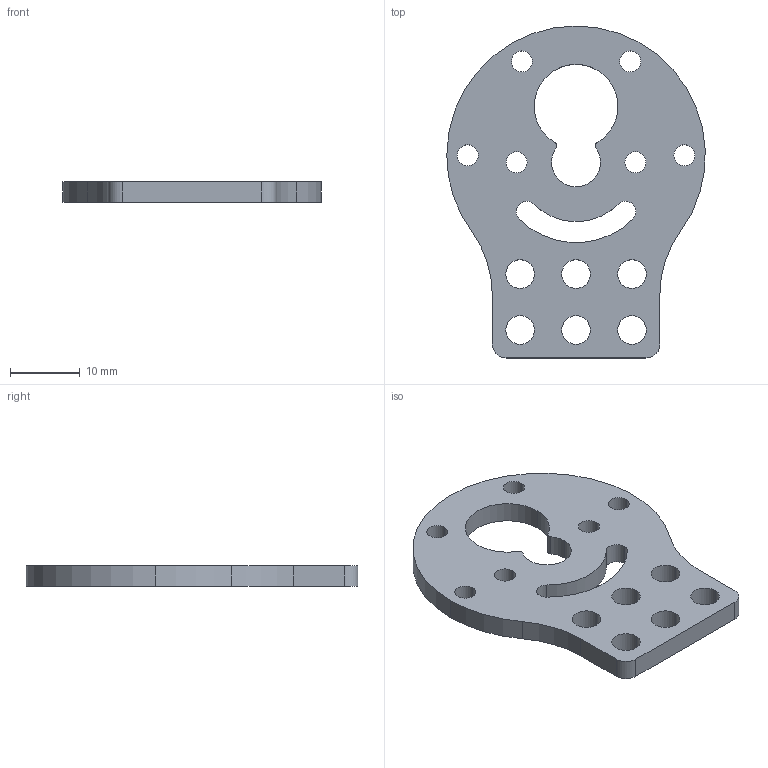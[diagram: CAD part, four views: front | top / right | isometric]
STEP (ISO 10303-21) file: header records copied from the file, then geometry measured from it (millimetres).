
FILE_DESCRIPTION (( 'STEP AP214' ), '1' );
FILE_NAME ('37mm Motor Bracket萇儂盓殤 V2.1.step', '2016-10-28T07:03:26', ( 'dell' ), ( '' ), 'SwSTEP 2.0', 'SolidWorks 2013', '' );
FILE_SCHEMA (( 'AUTOMOTIVE_DESIGN' ));
Length unit declared in the file: millimetre
Products named in the file (1): 37mm Motor Bracket萇儂盓殤 V2.1
Bounding box: 36.98 x 47.5 x 3 mm (x, y, z)
Volume: 3129.2 mm3; surface area: 3179.4 mm2
Topology: 1 solids, 1 shells, 50 faces, 144 edges, 96 vertices
Faces by surface type: cylinder 45, plane 5
Entity records: 1788 total; most frequent: DIRECTION 336, CARTESIAN_POINT 291, ORIENTED_EDGE 288, EDGE_CURVE 144, AXIS2_PLACEMENT_3D 141, VERTEX_POINT 96, CIRCLE 90, EDGE_LOOP 78
